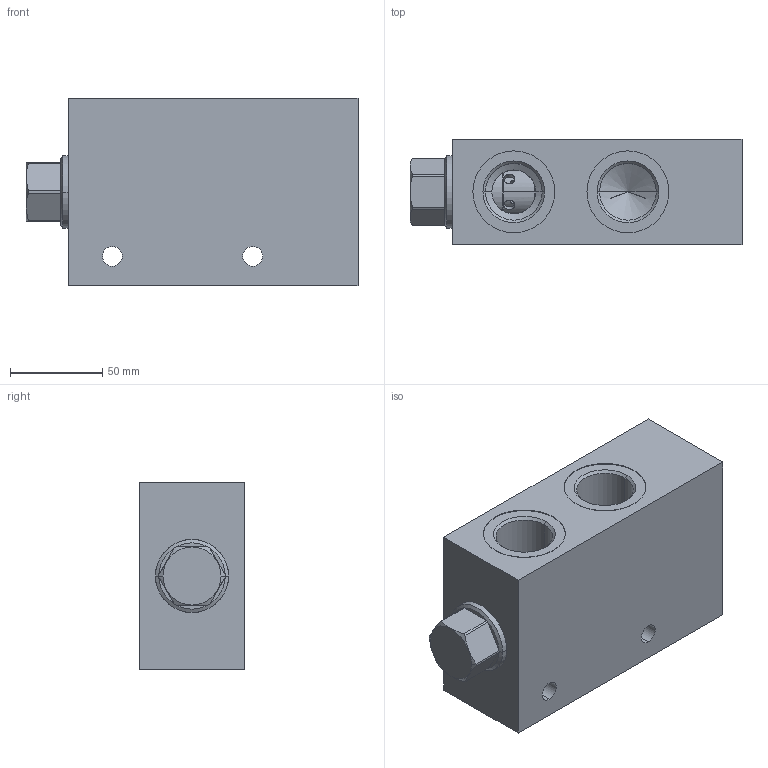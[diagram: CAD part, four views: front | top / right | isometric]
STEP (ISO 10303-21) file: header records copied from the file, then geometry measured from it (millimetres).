
FILE_DESCRIPTION((''),'2;1');
FILE_NAME('FSEDXAN-PMX_ASM','2021-01-20T',('ProEService'),(''),'PRO/ENGINEER BY PARAMETRIC TECHNOLOGY CORPORATION, 2014200','PRO/ENGINEER BY PARAMETRIC TECHNOLOGY CORPORATION, 2014200','');
FILE_SCHEMA(('CONFIG_CONTROL_DESIGN'));
Length unit declared in the file: inch
Products named in the file (3): 151-818-008; FSEDXAN; FSEDXAN-PMX_ASM
Assembly tree (2 placements, depth 2):
  FSEDXAN-PMX_ASM
    151-818-008
    FSEDXAN
Bounding box: 180.21 x 57.15 x 101.6 mm (x, y, z)
Volume: 817065.5 mm3; surface area: 125140.7 mm2
Topology: 6 solids, 6 shells, 537 faces, 1410 edges, 1000 vertices
Faces by surface type: cylinder 264, torus 110, plane 101, cone 48, revolution 14
Entity records: 20598 total; most frequent: CARTESIAN_POINT 7205, DIRECTION 2884, ORIENTED_EDGE 2442, EDGE_CURVE 1221, AXIS2_PLACEMENT_3D 1162, VERTEX_POINT 749, EDGE_LOOP 702, CIRCLE 628
